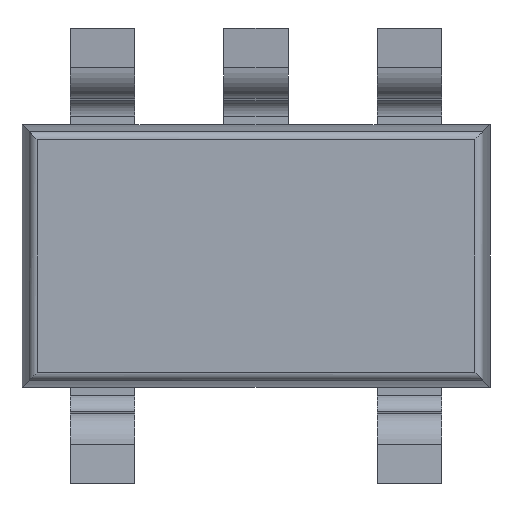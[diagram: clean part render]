
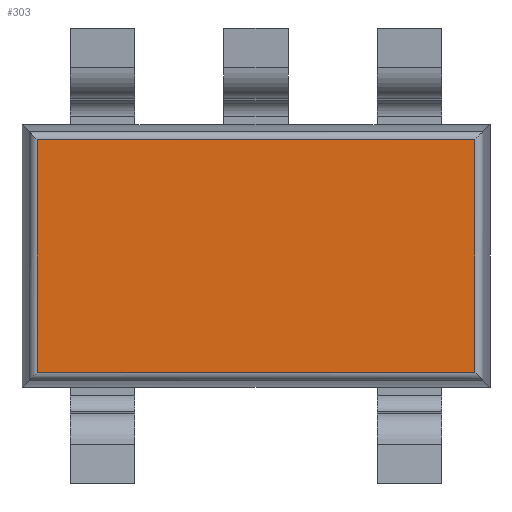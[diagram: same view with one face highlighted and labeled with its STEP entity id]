
A CAD part, front view. The second image highlights one B-rep face of the part: STEP entity #303.
In plain terms, the highlighted planar face has unit normal (0, -1, 0).
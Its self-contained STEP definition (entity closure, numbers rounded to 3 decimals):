
#139 = DIRECTION ( 'NONE',  ( 1., 0., 0. ) ) ;
#276 = VERTEX_POINT ( 'NONE', #328 ) ;
#281 = CARTESIAN_POINT ( 'NONE',  ( 2.807, -0.55, -0.813 ) ) ;
#301 = LINE ( 'NONE', #281, #1032 ) ;
#303 = ADVANCED_FACE ( 'NONE', ( #2860 ), #969, .T. ) ;
#328 = CARTESIAN_POINT ( 'NONE',  ( 2.807, -0.55, 0.721 ) ) ;
#366 = CARTESIAN_POINT ( 'NONE',  ( 0., -0.55, 0.721 ) ) ;
#389 = VECTOR ( 'NONE', #139, 1000. ) ;
#410 = VERTEX_POINT ( 'NONE', #2774 ) ;
#415 = LINE ( 'NONE', #1637, #958 ) ;
#442 = EDGE_CURVE ( 'NONE', #1756, #1771, #1101, .T. ) ;
#669 = EDGE_CURVE ( 'NONE', #276, #1771, #301, .T. ) ;
#958 = VECTOR ( 'NONE', #2579, 1000. ) ;
#969 = PLANE ( 'NONE',  #1123 ) ;
#1032 = VECTOR ( 'NONE', #1689, 1000. ) ;
#1068 = VECTOR ( 'NONE', #3010, 1000. ) ;
#1101 = LINE ( 'NONE', #2730, #1068 ) ;
#1104 = ORIENTED_EDGE ( 'NONE', *, *, #669, .F. ) ;
#1123 = AXIS2_PLACEMENT_3D ( 'NONE', #1651, #1445, #2125 ) ;
#1131 = EDGE_CURVE ( 'NONE', #410, #1756, #415, .T. ) ;
#1308 = ORIENTED_EDGE ( 'NONE', *, *, #1131, .T. ) ;
#1445 = DIRECTION ( 'NONE',  ( 0., -1., 0. ) ) ;
#1545 = LINE ( 'NONE', #366, #389 ) ;
#1637 = CARTESIAN_POINT ( 'NONE',  ( 0.093, -0.55, -0.813 ) ) ;
#1651 = CARTESIAN_POINT ( 'NONE',  ( 0., -0.55, 0.721 ) ) ;
#1689 = DIRECTION ( 'NONE',  ( 0., 0., -1. ) ) ;
#1756 = VERTEX_POINT ( 'NONE', #2545 ) ;
#1771 = VERTEX_POINT ( 'NONE', #2332 ) ;
#1809 = ORIENTED_EDGE ( 'NONE', *, *, #442, .T. ) ;
#2125 = DIRECTION ( 'NONE',  ( 0., 0., -1. ) ) ;
#2280 = EDGE_CURVE ( 'NONE', #410, #276, #1545, .T. ) ;
#2332 = CARTESIAN_POINT ( 'NONE',  ( 2.807, -0.55, -0.721 ) ) ;
#2545 = CARTESIAN_POINT ( 'NONE',  ( 0.093, -0.55, -0.721 ) ) ;
#2579 = DIRECTION ( 'NONE',  ( 0., 0., -1. ) ) ;
#2676 = EDGE_LOOP ( 'NONE', ( #1104, #2912, #1308, #1809 ) ) ;
#2730 = CARTESIAN_POINT ( 'NONE',  ( 0., -0.55, -0.721 ) ) ;
#2774 = CARTESIAN_POINT ( 'NONE',  ( 0.093, -0.55, 0.721 ) ) ;
#2860 = FACE_OUTER_BOUND ( 'NONE', #2676, .T. ) ;
#2912 = ORIENTED_EDGE ( 'NONE', *, *, #2280, .F. ) ;
#3010 = DIRECTION ( 'NONE',  ( 1., 0., 0. ) ) ;
